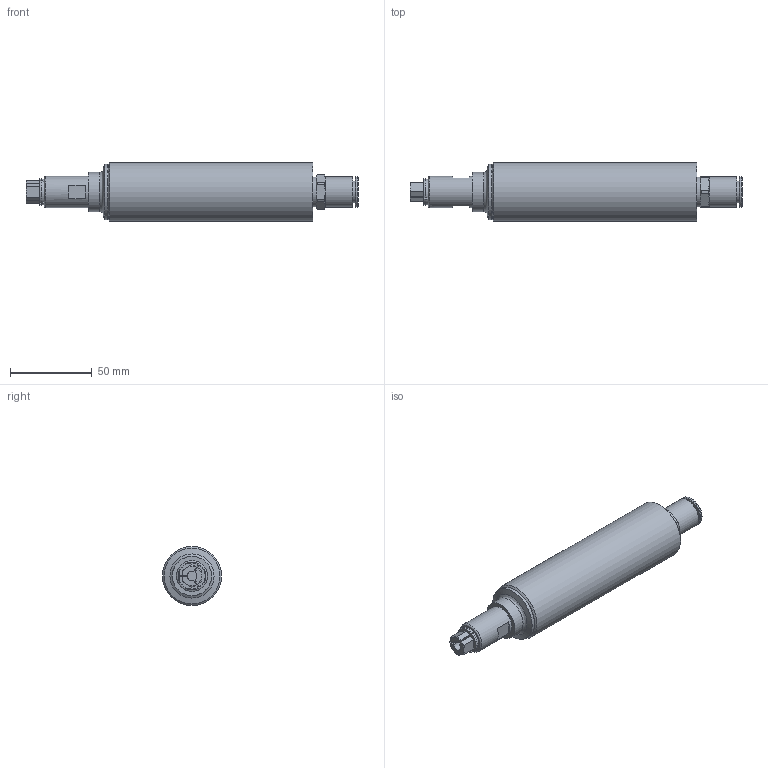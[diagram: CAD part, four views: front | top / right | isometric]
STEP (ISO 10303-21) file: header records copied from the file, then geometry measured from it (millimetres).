
FILE_DESCRIPTION((''),'2;1');
FILE_NAME('ES 230 ZG_60012347.stp','2009-03-02T14:39:26',('rmorof'),(''),'Autodesk Inventor 2008','Autodesk Inventor 2008','');
FILE_SCHEMA(('CONFIG_CONTROL_DESIGN'));
Length unit declared in the file: millimetre
Products named in the file (1): ES 230 ZG_60012347
Bounding box: 202.71 x 36 x 36 mm (x, y, z)
Volume: 144811.4 mm3; surface area: 25152.8 mm2
Topology: 1 solids, 1 shells, 132 faces, 311 edges, 201 vertices
Faces by surface type: plane 65, cone 31, cylinder 30, bspline 4, torus 2
Full cylindrical faces by diameter (mm): 8.5 x1, 12 x1, 13.2 x1, 18 x1, 18.5 x2, 19 x2, 19.5 x1, 24 x1, 34 x1, 36 x1
Entity records: 3821 total; most frequent: CARTESIAN_POINT 823, DIRECTION 585, ORIENTED_EDGE 554, EDGE_CURVE 277, AXIS2_PLACEMENT_3D 239, VERTEX_POINT 192, EDGE_LOOP 177, FACE_OUTER_BOUND 132
